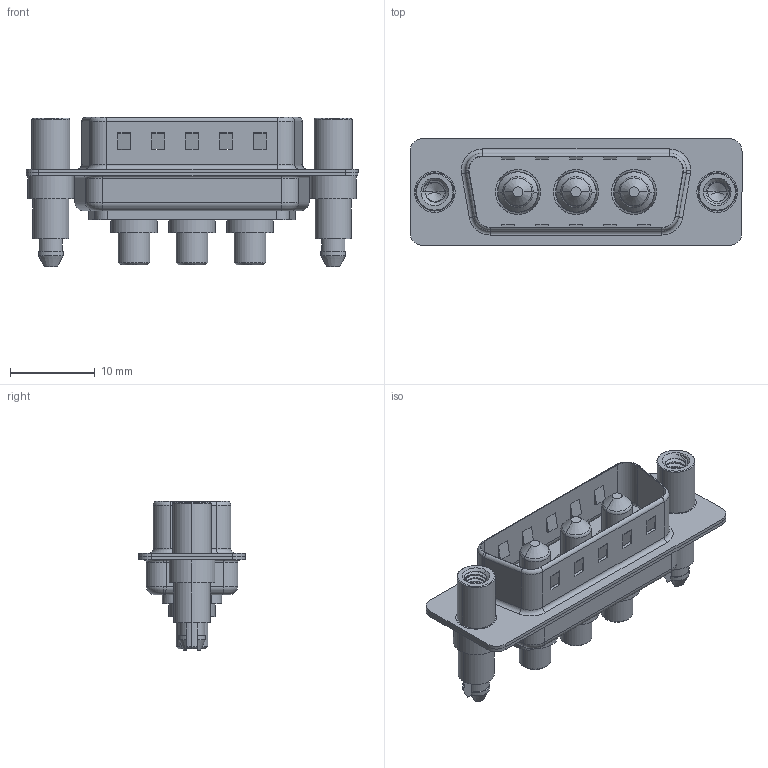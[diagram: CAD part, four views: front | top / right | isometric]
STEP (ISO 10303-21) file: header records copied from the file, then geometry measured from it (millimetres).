
FILE_DESCRIPTION (( 'STEP AP203' ), '1' );
FILE_NAME ('627-3W3-224-4NE.STEP', '2019-05-24T14:54:18', ( '' ), ( '' ), 'SwSTEP 2.0', 'SolidWorks 2016', '' );
FILE_SCHEMA (( 'CONFIG_CONTROL_DESIGN' ));
Length unit declared in the file: millimetre
Products named in the file (7): 627Combo Housing_3W3; 627Combo Shell Rear_15 Contacts; 627Combo Shell Front_15 Contacts; 627Combo Threaded Standoff and Boardlock_E; Power Pin_40A S; 627Combo Threaded Standoff and Boardlock_6; 627-3W3-224-4NE
Assembly tree (8 placements, depth 2):
  627-3W3-224-4NE
    627Combo Housing_3W3
    627Combo Shell Rear_15 Contacts
    627Combo Shell Front_15 Contacts
    627Combo Threaded Standoff and Boardlock_E
    Power Pin_40A S  x3
    627Combo Threaded Standoff and Boardlock_6
Bounding box: 39.15 x 12.6 x 17.6 mm (x, y, z)
Volume: 2444.7 mm3; surface area: 5204.9 mm2
Topology: 11 solids, 11 shells, 515 faces, 1246 edges, 779 vertices
Faces by surface type: cylinder 222, plane 187, torus 56, cone 38, bspline 12
Entity records: 16307 total; most frequent: CARTESIAN_POINT 4912, DIRECTION 2282, ORIENTED_EDGE 2188, EDGE_CURVE 1094, AXIS2_PLACEMENT_3D 856, VERTEX_POINT 691, VECTOR 570, LINE 570
